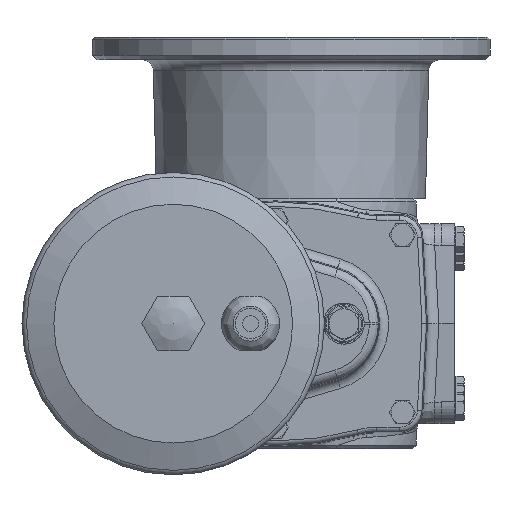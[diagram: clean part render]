
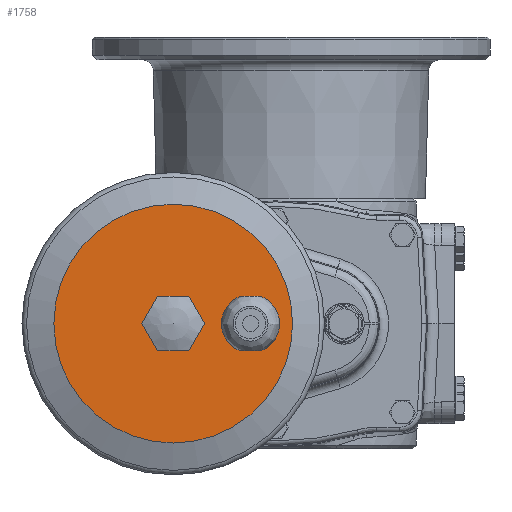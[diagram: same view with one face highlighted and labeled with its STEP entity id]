
A CAD part, left-side view. The second image highlights one B-rep face of the part: STEP entity #1758.
In plain terms, the highlighted planar face has unit normal (-1, 0, 0).
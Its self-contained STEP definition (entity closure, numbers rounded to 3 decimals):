
#1758 = ADVANCED_FACE( '', ( #4139, #4140, #4141 ), #4142, .T. );
#4139 = FACE_BOUND( '', #10128, .T. );
#4140 = FACE_OUTER_BOUND( '', #10129, .T. );
#4141 = FACE_BOUND( '', #10130, .T. );
#4142 = PLANE( '', #10131 );
#10128 = EDGE_LOOP( '', ( #18439, #18440, #18441, #18442 ) );
#10129 = EDGE_LOOP( '', ( #18443 ) );
#10130 = EDGE_LOOP( '', ( #18444, #18445, #18446, #18447, #18448, #18449 ) );
#10131 = AXIS2_PLACEMENT_3D( '', #18450, #18451, #18452 );
#18439 = ORIENTED_EDGE( '', *, *, #23162, .F. );
#18440 = ORIENTED_EDGE( '', *, *, #22984, .F. );
#18441 = ORIENTED_EDGE( '', *, *, #23595, .F. );
#18442 = ORIENTED_EDGE( '', *, *, #23695, .T. );
#18443 = ORIENTED_EDGE( '', *, *, #22280, .T. );
#18444 = ORIENTED_EDGE( '', *, *, #23696, .T. );
#18445 = ORIENTED_EDGE( '', *, *, #22062, .T. );
#18446 = ORIENTED_EDGE( '', *, *, #22569, .T. );
#18447 = ORIENTED_EDGE( '', *, *, #23697, .T. );
#18448 = ORIENTED_EDGE( '', *, *, #22940, .T. );
#18449 = ORIENTED_EDGE( '', *, *, #23698, .T. );
#18450 = CARTESIAN_POINT( '', ( -468., -0.7, 0. ) );
#18451 = DIRECTION( '', ( -1., 0., 0. ) );
#18452 = DIRECTION( '', ( 0., -1., 0. ) );
#22062 = EDGE_CURVE( '', #24718, #24722, #24724, .T. );
#22280 = EDGE_CURVE( '', #25099, #25099, #25100, .T. );
#22569 = EDGE_CURVE( '', #24722, #25588, #25590, .T. );
#22940 = EDGE_CURVE( '', #26173, #26177, #26179, .T. );
#22984 = EDGE_CURVE( '', #26248, #26250, #26251, .T. );
#23162 = EDGE_CURVE( '', #26250, #26527, #26528, .T. );
#23595 = EDGE_CURVE( '', #27145, #26248, #27147, .T. );
#23695 = EDGE_CURVE( '', #27145, #26527, #27284, .T. );
#23696 = EDGE_CURVE( '', #27285, #24718, #27286, .T. );
#23697 = EDGE_CURVE( '', #25588, #26173, #27287, .T. );
#23698 = EDGE_CURVE( '', #26177, #27285, #27288, .T. );
#24718 = VERTEX_POINT( '', #28546 );
#24722 = VERTEX_POINT( '', #28551 );
#24724 = LINE( '', #28554, #28555 );
#25099 = VERTEX_POINT( '', #29335 );
#25100 = CIRCLE( '', #29336, 52.5 );
#25588 = VERTEX_POINT( '', #30190 );
#25590 = LINE( '', #30193, #30194 );
#26173 = VERTEX_POINT( '', #31084 );
#26177 = VERTEX_POINT( '', #31089 );
#26179 = LINE( '', #31092, #31093 );
#26248 = VERTEX_POINT( '', #31422 );
#26250 = VERTEX_POINT( '', #31425 );
#26251 = LINE( '', #31426, #31427 );
#26527 = VERTEX_POINT( '', #31851 );
#26528 = CIRCLE( '', #31852, 12.8 );
#27145 = VERTEX_POINT( '', #33065 );
#27147 = CIRCLE( '', #33068, 12.8 );
#27284 = LINE( '', #33542, #33543 );
#27285 = VERTEX_POINT( '', #33544 );
#27286 = LINE( '', #33545, #33546 );
#27287 = LINE( '', #33547, #33548 );
#27288 = LINE( '', #33549, #33550 );
#28546 = CARTESIAN_POINT( '', ( -468., 65.656, 0. ) );
#28551 = CARTESIAN_POINT( '', ( -468., 58.728, 12. ) );
#28554 = CARTESIAN_POINT( '', ( -468., 65.656, 0. ) );
#28555 = VECTOR( '', #35704, 1000. );
#29335 = CARTESIAN_POINT( '', ( -468., -0.7, 0. ) );
#29336 = AXIS2_PLACEMENT_3D( '', #35966, #35967, #35968 );
#30190 = CARTESIAN_POINT( '', ( -468., 44.872, 12. ) );
#30193 = CARTESIAN_POINT( '', ( -468., 58.728, 12. ) );
#30194 = VECTOR( '', #36355, 1000. );
#31084 = CARTESIAN_POINT( '', ( -468., 37.944, 0. ) );
#31089 = CARTESIAN_POINT( '', ( -468., 44.872, -12. ) );
#31092 = CARTESIAN_POINT( '', ( -468., 37.944, 0. ) );
#31093 = VECTOR( '', #36847, 1000. );
#31422 = CARTESIAN_POINT( '', ( -468., 13.346, 12. ) );
#31425 = CARTESIAN_POINT( '', ( -468., 22.254, 12. ) );
#31426 = CARTESIAN_POINT( '', ( -468., 13.346, 12. ) );
#31427 = VECTOR( '', #36894, 1000. );
#31851 = CARTESIAN_POINT( '', ( -468., 22.254, -12. ) );
#31852 = AXIS2_PLACEMENT_3D( '', #37113, #37114, #37115 );
#33065 = CARTESIAN_POINT( '', ( -468., 13.346, -12. ) );
#33068 = AXIS2_PLACEMENT_3D( '', #37675, #37676, #37677 );
#33542 = CARTESIAN_POINT( '', ( -468., 13.346, -12. ) );
#33543 = VECTOR( '', #37779, 1000. );
#33544 = CARTESIAN_POINT( '', ( -468., 58.728, -12. ) );
#33545 = CARTESIAN_POINT( '', ( -468., 58.728, -12. ) );
#33546 = VECTOR( '', #37780, 1000. );
#33547 = CARTESIAN_POINT( '', ( -468., 44.872, 12. ) );
#33548 = VECTOR( '', #37781, 1000. );
#33549 = CARTESIAN_POINT( '', ( -468., 44.872, -12. ) );
#33550 = VECTOR( '', #37782, 1000. );
#35704 = DIRECTION( '', ( 0., -0.5, 0.866 ) );
#35966 = CARTESIAN_POINT( '', ( -468., 51.8, 0. ) );
#35967 = DIRECTION( '', ( -1., 0., 0. ) );
#35968 = DIRECTION( '', ( 0., -1., 0. ) );
#36355 = DIRECTION( '', ( 0., -1., 0. ) );
#36847 = DIRECTION( '', ( 0., 0.5, -0.866 ) );
#36894 = DIRECTION( '', ( 0., 1., 0. ) );
#37113 = CARTESIAN_POINT( '', ( -468., 17.8, 0. ) );
#37114 = DIRECTION( '', ( -1., 0., 0. ) );
#37115 = DIRECTION( '', ( 0., -1., 0. ) );
#37675 = CARTESIAN_POINT( '', ( -468., 17.8, 0. ) );
#37676 = DIRECTION( '', ( -1., 0., 0. ) );
#37677 = DIRECTION( '', ( 0., -1., 0. ) );
#37779 = DIRECTION( '', ( 0., 1., 0. ) );
#37780 = DIRECTION( '', ( 0., 0.5, 0.866 ) );
#37781 = DIRECTION( '', ( 0., -0.5, -0.866 ) );
#37782 = DIRECTION( '', ( 0., 1., 0. ) );
